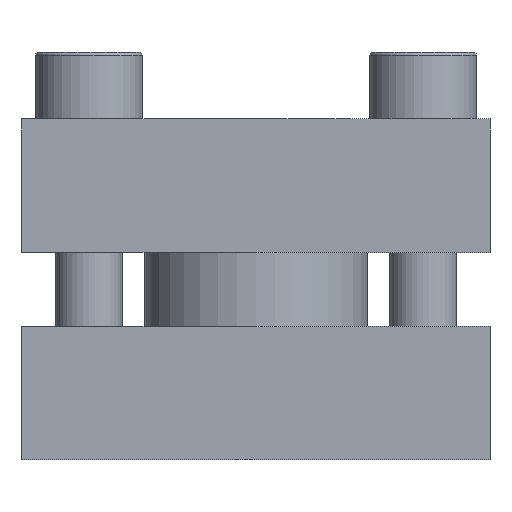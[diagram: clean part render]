
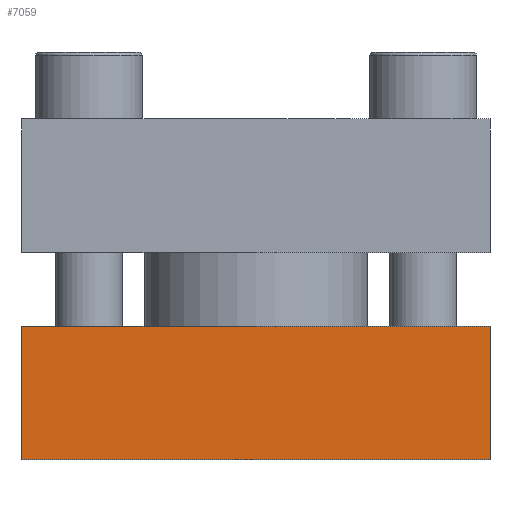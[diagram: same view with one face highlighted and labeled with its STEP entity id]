
A CAD part, front view. The second image highlights one B-rep face of the part: STEP entity #7059.
In plain terms, the highlighted planar face has unit normal (0, -1, 0).
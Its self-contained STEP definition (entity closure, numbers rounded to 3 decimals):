
#6916=CARTESIAN_POINT('',(-35.,-370.,-5.5));
#6917=VERTEX_POINT('',#6916);
#6918=CARTESIAN_POINT('',(35.,-370.,-5.5));
#6919=VERTEX_POINT('',#6918);
#6920=CARTESIAN_POINT('',(-35.,-370.,-5.5));
#6921=DIRECTION('',(1.,0.,0.));
#6922=VECTOR('',#6921,70.);
#6923=LINE('',#6920,#6922);
#6924=EDGE_CURVE('NONE',#6917,#6919,#6923,.T.);
#7029=CARTESIAN_POINT('',(-35.,-370.,-5.5));
#7030=DIRECTION('',(0.,1.,0.));
#7031=DIRECTION('',(-1.,0.,0.));
#7032=AXIS2_PLACEMENT_3D('',#7029,#7030,#7031);
#7033=PLANE('',#7032);
#7034=CARTESIAN_POINT('',(-35.,-370.,-25.5));
#7035=VERTEX_POINT('',#7034);
#7036=CARTESIAN_POINT('',(35.,-370.,-25.5));
#7037=VERTEX_POINT('',#7036);
#7038=CARTESIAN_POINT('',(-35.,-370.,-25.5));
#7039=DIRECTION('',(1.,-0.,-0.));
#7040=VECTOR('',#7039,70.);
#7041=LINE('',#7038,#7040);
#7042=EDGE_CURVE('NONE',#7035,#7037,#7041,.T.);
#7043=ORIENTED_EDGE('',*,*,#7042,.T.);
#7044=CARTESIAN_POINT('',(35.,-370.,-5.5));
#7045=DIRECTION('',(-0.,0.,-1.));
#7046=VECTOR('',#7045,20.);
#7047=LINE('',#7044,#7046);
#7048=EDGE_CURVE('NONE',#6919,#7037,#7047,.T.);
#7049=ORIENTED_EDGE('',*,*,#7048,.F.);
#7050=ORIENTED_EDGE('',*,*,#6924,.F.);
#7051=CARTESIAN_POINT('',(-35.,-370.,-5.5));
#7052=DIRECTION('',(-0.,0.,-1.));
#7053=VECTOR('',#7052,20.);
#7054=LINE('',#7051,#7053);
#7055=EDGE_CURVE('NONE',#6917,#7035,#7054,.T.);
#7056=ORIENTED_EDGE('',*,*,#7055,.T.);
#7057=EDGE_LOOP('',(#7043,#7049,#7050,#7056));
#7058=FACE_BOUND('',#7057,.T.);
#7059=ADVANCED_FACE('NONE',(#7058),#7033,.F.);
